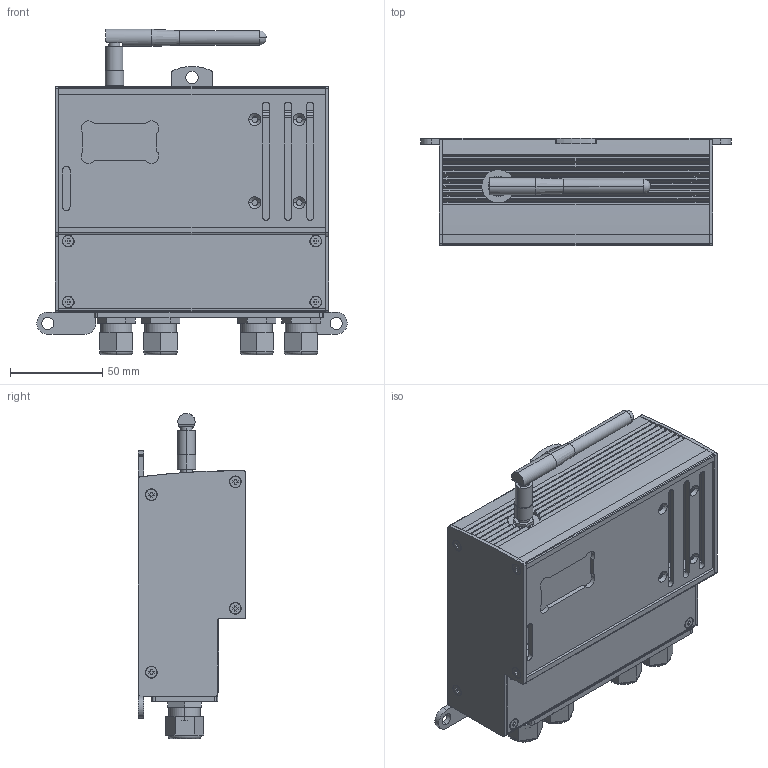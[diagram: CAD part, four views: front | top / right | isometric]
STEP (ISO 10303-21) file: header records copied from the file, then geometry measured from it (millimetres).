
FILE_DESCRIPTION (( 'STEP AP214' ), '1' );
FILE_NAME ('100216.1.STEP', '2018-07-18T13:30:13', ( '' ), ( '' ), 'SwSTEP 2.0', 'SolidWorks 2018', '' );
FILE_SCHEMA (( 'AUTOMOTIVE_DESIGN' ));
Length unit declared in the file: millimetre
Products named in the file (33): TEIL7.stp_01; T1002168.stp_01; 100216.1; T1002151A.stp_01; SENKSCHRAUBE_FORM H_M3X6.stp_01; TEIL5.stp_01; E0708204A.stp_01; T1002162.stp_01; T1002152A.stp_01; 100216-prt10.stp_01; 100216-prt1.stp_01; 100216.1.stp_01; T1002152.stp_01; TEIL3.stp_01; T1010181A.stp_01; SENKSCHRAUBE_FORM H_M3X6A.stp_01; 100216-prt8.stp_01; T1010181.stp_01; T1002151.stp_01; E0708205A.stp_01; ANTENNE_RN-SMA-4.stp_01; E0708206.stp_01; T1002168A.stp_01; E0708204.stp_01; TEIL6.stp_01; KABELVERSCHRAUBUNG_M16X1.5.stp_01; TEIL2.stp_01; ANTENNE_RN-SMA-4A.stp_01; TEIL1.stp_01; E0708206A.stp_01; E0708205.stp_01; T1002161.stp_01; T1002162A.stp_01
Assembly tree (50 placements, depth 4):
  100216.1
    100216.1.stp_01
      T1002162.stp_01
        T1002162A.stp_01
      T1002151.stp_01
        T1002151A.stp_01
      T1002152A.stp_01
        T1002152.stp_01
      SENKSCHRAUBE_FORM H_M3X6A.stp_01  x19
        SENKSCHRAUBE_FORM H_M3X6.stp_01
      T1002168A.stp_01
        T1002168.stp_01
      E0708204.stp_01
        E0708204A.stp_01
      E0708205.stp_01
        E0708205A.stp_01
      E0708206.stp_01
        E0708206A.stp_01
      ANTENNE_RN-SMA-4A.stp_01
        ANTENNE_RN-SMA-4.stp_01
      T1010181.stp_01
        T1010181A.stp_01
      KABELVERSCHRAUBUNG_M16X1.5.stp_01  x4
        TEIL1.stp_01
        TEIL3.stp_01
        TEIL2.stp_01
      TEIL5.stp_01
      TEIL6.stp_01  x2
      TEIL7.stp_01
  100216-prt10.stp_01
  100216-prt1.stp_01
  100216-prt8.stp_01
  T1002161.stp_01
Bounding box: 167.98 x 58 x 176.1 mm (x, y, z)
Volume: 237399 mm3; surface area: 177414.4 mm2
Topology: 44 solids, 44 shells, 1166 faces, 2901 edges, 1842 vertices
Faces by surface type: plane 614, cylinder 366, cone 168, torus 16, sphere 2
Entity records: 19535 total; most frequent: CARTESIAN_POINT 3864, DIRECTION 3164, ORIENTED_EDGE 3002, EDGE_CURVE 1501, AXIS2_PLACEMENT_3D 1141, VERTEX_POINT 974, LINE 882, VECTOR 882
